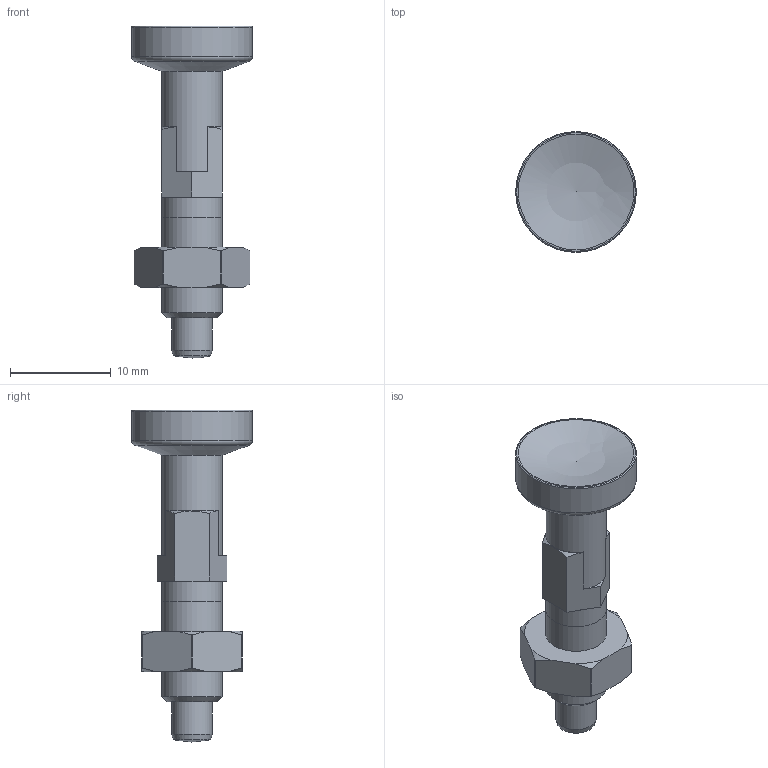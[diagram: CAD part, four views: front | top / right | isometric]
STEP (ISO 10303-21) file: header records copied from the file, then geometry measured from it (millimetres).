
FILE_DESCRIPTION( ( 'Unknown' ), '1' );
FILE_NAME( '7747071_PSAX_12_C.stp', 'Unknown', ( 'Unknown' ), ( 'Unknown' ), 'PSStep 14.0', 'Unknown', ' ' );
FILE_SCHEMA( ( 'AUTOMOTIVE_DESIGN { 1 0 10303 214 1 1 1 1 }' ) );
Length unit declared in the file: millimetre
Products named in the file (1): PSA12_stampato
Bounding box: 12 x 12 x 33 mm (x, y, z)
Volume: 1342.4 mm3; surface area: 1127 mm2
Topology: 1 solids, 2 shells, 69 faces, 172 edges, 109 vertices
Faces by surface type: plane 34, cone 17, cylinder 14, torus 2, sphere 2
Full cylindrical faces by diameter (mm): 4 x1, 6 x4, 12 x1
Entity records: 2558 total; most frequent: CARTESIAN_POINT 454, DIRECTION 314, ORIENTED_EDGE 308, EDGE_CURVE 154, AXIS2_PLACEMENT_3D 124, VERTEX_POINT 104, EDGE_LOOP 84, FACE_OUTER_BOUND 77
